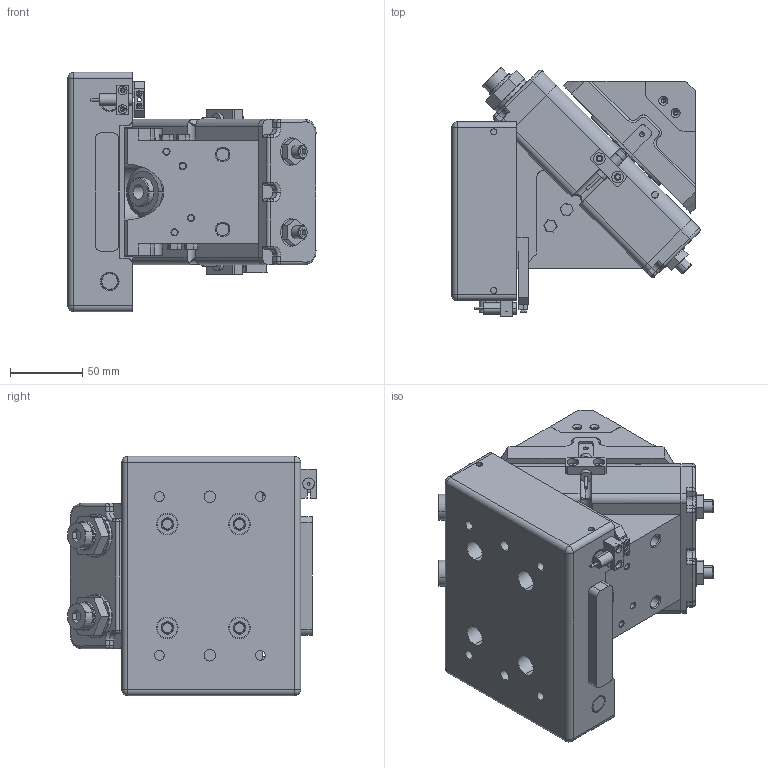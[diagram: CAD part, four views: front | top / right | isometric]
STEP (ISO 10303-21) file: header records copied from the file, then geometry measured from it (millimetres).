
FILE_DESCRIPTION (( 'STEP AP203' ), '1' );
FILE_NAME ('TG32-ZG32.STEP', '2025-02-19T06:27:52', ( 'USER-' ), ( 'Microsoft' ), 'SwSTEP 2.0', 'SolidWorks 2018', '' );
FILE_SCHEMA (( 'CONFIG_CONTROL_DESIGN' ));
Length unit declared in the file: millimetre
Products named in the file (39): HT-ZG32杅耀.sldasm-Part-3; 埴翐芛_GB_FASTENER_SCREWS_HSHCS M2X8-N; TG32.sldasm-Part-83; HT-ZG32杅耀.sldasm-Part-1; 揤輸杅耀.sldasm-Part-9; HT-ZG32杅耀.sldasm-Part-4; TG32.sldasm-Part-77; TG32.sldasm-Part-62; 茞癹弇蹟譫; TG32.sldasm-Part-76; TG32.sldasm-Part-61; HT-ZG32杅耀.sldasm-Part-6; TG32.sldasm-Part-86; TG32.sldasm-Part-71; HT-ZG32杅耀.sldasm-Part-10; TG32-M-12-A茞癹弇傷裔; TG32.sldasm-Part-70; TG32.sldasm-Part-84; TG32.sldasm-Part-59; 茞癹弇蹟恇裝; TG32.sldasm-Part-69; TG32.sldasm-Part-63; HT-ZG32杅耀.sldasm-Part-7; TG32.sldasm-Part-60; HT-ZG32杅耀; TG32-M-02 眻褒輸; TG32.sldasm-Part-82; HT-ZG32杅耀.sldasm-Part-5; TG32.sldasm-Part-72; TG32-ZG32; 25x12-R3; TG32.sldasm-Part-80; TG32.sldasm-Part-90; TG32-M-05 遣喳傷裔; 茞癹弇傷裔菜え; TG32.sldasm-Part-68; 揤輸蚾饜极; TG32.sldasm-Part-92; TG32
Assembly tree (44 placements, depth 4):
  TG32-ZG32
    TG32
      TG32.sldasm-Part-59  x2
      TG32.sldasm-Part-60
      TG32.sldasm-Part-61
      TG32.sldasm-Part-62
      TG32.sldasm-Part-63
      TG32.sldasm-Part-68
      TG32.sldasm-Part-69
      TG32.sldasm-Part-70
      TG32.sldasm-Part-71
      TG32.sldasm-Part-72
      TG32.sldasm-Part-76
      TG32.sldasm-Part-77
      TG32.sldasm-Part-80
      TG32.sldasm-Part-82
      TG32.sldasm-Part-83
      TG32.sldasm-Part-84
      TG32.sldasm-Part-86
      TG32.sldasm-Part-90
      TG32.sldasm-Part-92
      TG32-M-05 遣喳傷裔
      TG32-M-12-A茞癹弇傷裔
      TG32-M-02 眻褒輸
      茞癹弇傷裔菜え  x2
      茞癹弇蹟恇裝  x2
      茞癹弇蹟譫  x2
      25x12-R3
    HT-ZG32杅耀
      HT-ZG32杅耀.sldasm-Part-1
      HT-ZG32杅耀.sldasm-Part-3
      HT-ZG32杅耀.sldasm-Part-4
      HT-ZG32杅耀.sldasm-Part-5
      HT-ZG32杅耀.sldasm-Part-6
      HT-ZG32杅耀.sldasm-Part-7
      HT-ZG32杅耀.sldasm-Part-10
      揤輸蚾饜极
        揤輸杅耀.sldasm-Part-9
        埴翐芛_GB_FASTENER_SCREWS_HSHCS M2X8-N  x2
      25x12-R3
Bounding box: 172.16 x 172.74 x 166 mm (x, y, z)
Volume: 2189149.7 mm3; surface area: 340625.4 mm2
Topology: 41 solids, 58 shells, 2191 faces, 5636 edges, 3631 vertices
Faces by surface type: plane 1044, cylinder 622, bspline 312, cone 168, torus 31, sphere 14
Entity records: 60834 total; most frequent: CARTESIAN_POINT 16608, ORIENTED_EDGE 8322, DIRECTION 8073, EDGE_CURVE 4161, AXIS2_PLACEMENT_3D 2797, VERTEX_POINT 2700, VECTOR 2479, LINE 2479
